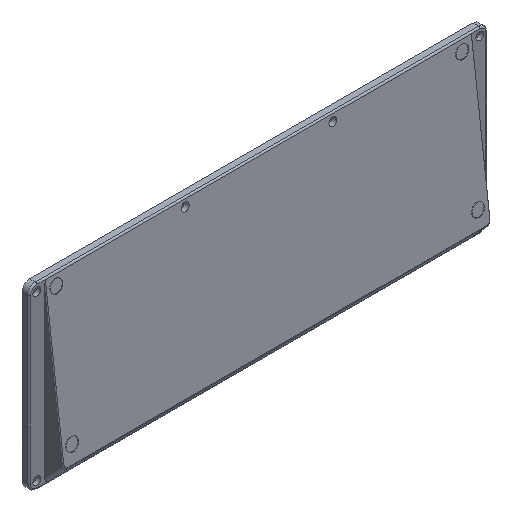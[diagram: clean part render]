
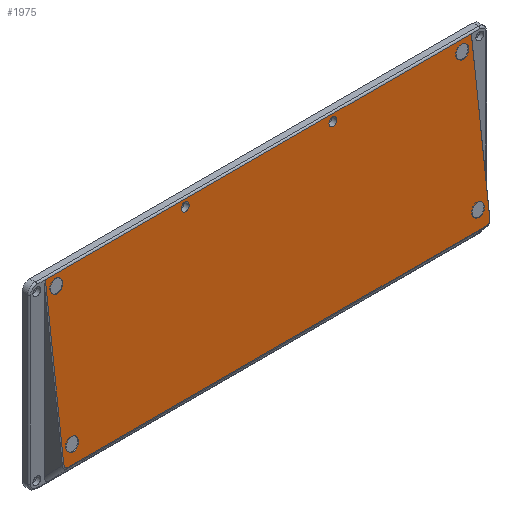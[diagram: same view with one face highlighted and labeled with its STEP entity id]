
A CAD part, isometric view. The second image highlights one B-rep face of the part: STEP entity #1975.
In plain terms, the highlighted planar face has unit normal (0, -0.993, 0.122).
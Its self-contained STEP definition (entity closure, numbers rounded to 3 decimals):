
#79=ELLIPSE('',#2124,2.519,2.5);
#80=ELLIPSE('',#2125,2.519,2.5);
#83=FACE_BOUND('',#250,.T.);
#84=FACE_BOUND('',#251,.T.);
#85=FACE_BOUND('',#252,.T.);
#86=FACE_BOUND('',#253,.T.);
#87=FACE_BOUND('',#254,.T.);
#88=FACE_BOUND('',#255,.T.);
#111=B_SPLINE_CURVE_WITH_KNOTS('',3,(#3018,#3019,#3020,#3021,#3022,#3023),
 .UNSPECIFIED.,.F.,.F.,(4,1,1,4),(-1.443,-0.824,
-0.412,0.),.UNSPECIFIED.);
#112=B_SPLINE_CURVE_WITH_KNOTS('',3,(#3025,#3026,#3027,#3028),
 .UNSPECIFIED.,.F.,.F.,(4,4),(-1.571,-1.443),
 .UNSPECIFIED.);
#113=B_SPLINE_CURVE_WITH_KNOTS('',3,(#3036,#3037,#3038,#3039),
 .UNSPECIFIED.,.F.,.F.,(4,4),(1.443,1.571),
 .UNSPECIFIED.);
#114=B_SPLINE_CURVE_WITH_KNOTS('',3,(#3040,#3041,#3042,#3043,#3044),
 .UNSPECIFIED.,.F.,.F.,(4,1,4),(0.,0.618,
1.443),.UNSPECIFIED.);
#121=FACE_OUTER_BOUND('',#249,.T.);
#249=EDGE_LOOP('',(#1346,#1347,#1348,#1349,#1350,#1351,#1352,#1353));
#250=EDGE_LOOP('',(#1354));
#251=EDGE_LOOP('',(#1355));
#252=EDGE_LOOP('',(#1356));
#253=EDGE_LOOP('',(#1357));
#254=EDGE_LOOP('',(#1358));
#255=EDGE_LOOP('',(#1359));
#408=CIRCLE('',#2123,4.);
#409=CIRCLE('',#2126,4.);
#410=CIRCLE('',#2127,4.);
#411=CIRCLE('',#2128,4.);
#514=LINE('',#3016,#692);
#515=LINE('',#3030,#693);
#516=LINE('',#3032,#694);
#517=LINE('',#3034,#695);
#692=VECTOR('',#2372,10.);
#693=VECTOR('',#2373,10.);
#694=VECTOR('',#2374,10.);
#695=VECTOR('',#2375,10.);
#874=VERTEX_POINT('',#3014);
#875=VERTEX_POINT('',#3015);
#876=VERTEX_POINT('',#3017);
#877=VERTEX_POINT('',#3024);
#878=VERTEX_POINT('',#3029);
#879=VERTEX_POINT('',#3031);
#880=VERTEX_POINT('',#3033);
#881=VERTEX_POINT('',#3035);
#882=VERTEX_POINT('',#3045);
#883=VERTEX_POINT('',#3047);
#884=VERTEX_POINT('',#3049);
#885=VERTEX_POINT('',#3051);
#886=VERTEX_POINT('',#3053);
#887=VERTEX_POINT('',#3055);
#1055=EDGE_CURVE('',#874,#875,#514,.T.);
#1056=EDGE_CURVE('',#876,#874,#111,.T.);
#1057=EDGE_CURVE('',#877,#876,#112,.T.);
#1058=EDGE_CURVE('',#878,#877,#515,.T.);
#1059=EDGE_CURVE('',#879,#878,#516,.T.);
#1060=EDGE_CURVE('',#880,#879,#517,.T.);
#1061=EDGE_CURVE('',#881,#880,#113,.T.);
#1062=EDGE_CURVE('',#875,#881,#114,.T.);
#1063=EDGE_CURVE('',#882,#882,#408,.T.);
#1064=EDGE_CURVE('',#883,#883,#79,.T.);
#1065=EDGE_CURVE('',#884,#884,#80,.T.);
#1066=EDGE_CURVE('',#885,#885,#409,.T.);
#1067=EDGE_CURVE('',#886,#886,#410,.T.);
#1068=EDGE_CURVE('',#887,#887,#411,.T.);
#1346=ORIENTED_EDGE('',*,*,#1055,.F.);
#1347=ORIENTED_EDGE('',*,*,#1056,.F.);
#1348=ORIENTED_EDGE('',*,*,#1057,.F.);
#1349=ORIENTED_EDGE('',*,*,#1058,.F.);
#1350=ORIENTED_EDGE('',*,*,#1059,.F.);
#1351=ORIENTED_EDGE('',*,*,#1060,.F.);
#1352=ORIENTED_EDGE('',*,*,#1061,.F.);
#1353=ORIENTED_EDGE('',*,*,#1062,.F.);
#1354=ORIENTED_EDGE('',*,*,#1063,.T.);
#1355=ORIENTED_EDGE('',*,*,#1064,.T.);
#1356=ORIENTED_EDGE('',*,*,#1065,.T.);
#1357=ORIENTED_EDGE('',*,*,#1066,.T.);
#1358=ORIENTED_EDGE('',*,*,#1067,.T.);
#1359=ORIENTED_EDGE('',*,*,#1068,.T.);
#1911=PLANE('',#2122);
#1975=ADVANCED_FACE('',(#121,#83,#84,#85,#86,#87,#88),#1911,.T.);
#2122=AXIS2_PLACEMENT_3D('',#3013,#2370,#2371);
#2123=AXIS2_PLACEMENT_3D('',#3046,#2376,#2377);
#2124=AXIS2_PLACEMENT_3D('',#3048,#2378,#2379);
#2125=AXIS2_PLACEMENT_3D('',#3050,#2380,#2381);
#2126=AXIS2_PLACEMENT_3D('',#3052,#2382,#2383);
#2127=AXIS2_PLACEMENT_3D('',#3054,#2384,#2385);
#2128=AXIS2_PLACEMENT_3D('',#3056,#2386,#2387);
#2370=DIRECTION('center_axis',(0.,-0.993,0.122));
#2371=DIRECTION('ref_axis',(0.,0.122,0.993));
#2372=DIRECTION('',(-1.,0.,0.));
#2373=DIRECTION('',(0.,-0.122,-0.993));
#2374=DIRECTION('',(1.,0.,0.));
#2375=DIRECTION('',(0.,0.122,0.993));
#2376=DIRECTION('center_axis',(0.,0.993,-0.122));
#2377=DIRECTION('ref_axis',(1.,0.,0.));
#2378=DIRECTION('center_axis',(0.,0.993,-0.122));
#2379=DIRECTION('ref_axis',(0.,-0.122,-0.993));
#2380=DIRECTION('center_axis',(0.,0.993,-0.122));
#2381=DIRECTION('ref_axis',(0.,-0.122,-0.993));
#2382=DIRECTION('center_axis',(0.,0.993,-0.122));
#2383=DIRECTION('ref_axis',(1.,0.,0.));
#2384=DIRECTION('center_axis',(0.,0.993,-0.122));
#2385=DIRECTION('ref_axis',(1.,0.,0.));
#2386=DIRECTION('center_axis',(0.,0.993,-0.122));
#2387=DIRECTION('ref_axis',(1.,0.,0.));
#3013=CARTESIAN_POINT('Origin',(148.125,-25.342,-43.64));
#3014=CARTESIAN_POINT('',(135.625,-25.281,-43.144));
#3015=CARTESIAN_POINT('',(-135.625,-25.281,-43.144));
#3016=CARTESIAN_POINT('',(148.125,-25.281,-43.144));
#3017=CARTESIAN_POINT('',(137.607,-24.989,-40.766));
#3018=CARTESIAN_POINT('Ctrl Pts',(137.607,-24.989,-40.766));
#3019=CARTESIAN_POINT('Ctrl Pts',(137.549,-25.06,-41.35));
#3020=CARTESIAN_POINT('Ctrl Pts',(137.208,-25.174,-42.271));
#3021=CARTESIAN_POINT('Ctrl Pts',(136.389,-25.264,-43.01));
#3022=CARTESIAN_POINT('Ctrl Pts',(135.879,-25.281,-43.144));
#3023=CARTESIAN_POINT('Ctrl Pts',(135.625,-25.281,-43.144));
#3024=CARTESIAN_POINT('',(137.625,-24.944,-40.401));
#3025=CARTESIAN_POINT('Ctrl Pts',(137.625,-24.944,-40.401));
#3026=CARTESIAN_POINT('Ctrl Pts',(137.625,-24.959,-40.523));
#3027=CARTESIAN_POINT('Ctrl Pts',(137.619,-24.974,-40.645));
#3028=CARTESIAN_POINT('Ctrl Pts',(137.607,-24.989,-40.766));
#3029=CARTESIAN_POINT('',(137.625,-13.,56.875));
#3030=CARTESIAN_POINT('',(137.625,-22.657,-21.771));
#3031=CARTESIAN_POINT('',(-137.625,-13.,56.875));
#3032=CARTESIAN_POINT('',(74.063,-13.,56.875));
#3033=CARTESIAN_POINT('',(-137.625,-24.944,-40.401));
#3034=CARTESIAN_POINT('',(-137.625,-22.657,-21.771));
#3035=CARTESIAN_POINT('',(-137.607,-24.989,-40.766));
#3036=CARTESIAN_POINT('Ctrl Pts',(-137.607,-24.989,-40.766));
#3037=CARTESIAN_POINT('Ctrl Pts',(-137.619,-24.974,-40.645));
#3038=CARTESIAN_POINT('Ctrl Pts',(-137.625,-24.959,-40.523));
#3039=CARTESIAN_POINT('Ctrl Pts',(-137.625,-24.944,-40.401));
#3040=CARTESIAN_POINT('Ctrl Pts',(-135.625,-25.281,-43.144));
#3041=CARTESIAN_POINT('Ctrl Pts',(-136.006,-25.281,-43.144));
#3042=CARTESIAN_POINT('Ctrl Pts',(-136.924,-25.237,-42.791));
#3043=CARTESIAN_POINT('Ctrl Pts',(-137.53,-25.084,-41.544));
#3044=CARTESIAN_POINT('Ctrl Pts',(-137.607,-24.989,-40.766));
#3045=CARTESIAN_POINT('',(-135.125,-24.026,-32.923));
#3046=CARTESIAN_POINT('Origin',(-131.125,-24.026,-32.923));
#3047=CARTESIAN_POINT('',(50.208,-13.491,52.875));
#3048=CARTESIAN_POINT('Origin',(47.708,-13.491,52.875));
#3049=CARTESIAN_POINT('',(-45.208,-13.491,52.875));
#3050=CARTESIAN_POINT('Origin',(-47.708,-13.491,52.875));
#3051=CARTESIAN_POINT('',(127.125,-13.792,50.423));
#3052=CARTESIAN_POINT('Origin',(131.125,-13.792,50.423));
#3053=CARTESIAN_POINT('',(-135.125,-13.792,50.423));
#3054=CARTESIAN_POINT('Origin',(-131.125,-13.792,50.423));
#3055=CARTESIAN_POINT('',(127.125,-24.026,-32.923));
#3056=CARTESIAN_POINT('Origin',(131.125,-24.026,-32.923));
